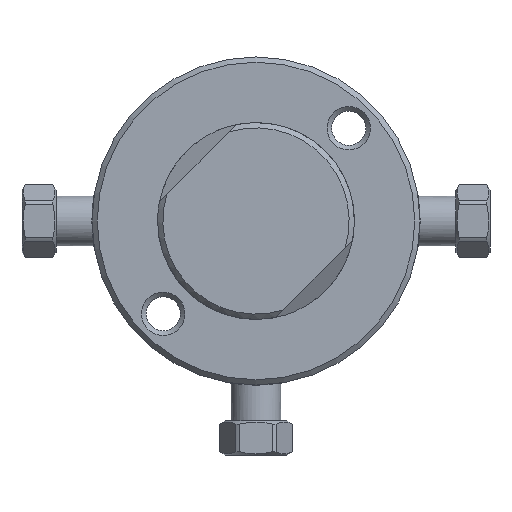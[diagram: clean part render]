
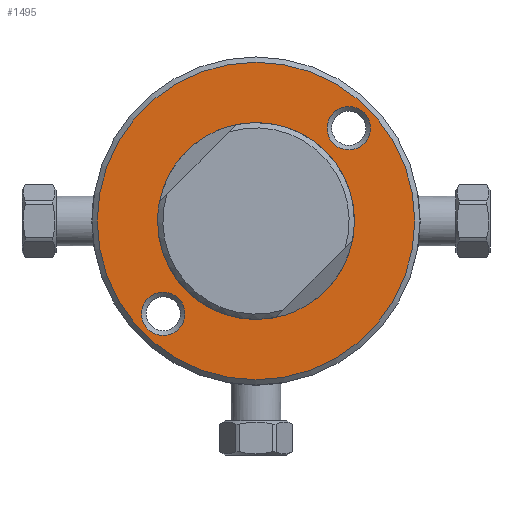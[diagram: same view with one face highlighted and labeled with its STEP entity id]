
A CAD part, left-side view. The second image highlights one B-rep face of the part: STEP entity #1495.
In plain terms, the highlighted planar face has unit normal (-1, 0, 0).
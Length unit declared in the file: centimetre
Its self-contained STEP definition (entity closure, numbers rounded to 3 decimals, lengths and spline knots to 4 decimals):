
#210=FACE_BOUND('',#574,.T.);
#211=FACE_BOUND('',#575,.T.);
#212=FACE_BOUND('',#576,.T.);
#441=FACE_OUTER_BOUND('',#573,.T.);
#573=EDGE_LOOP('',(#1361));
#574=EDGE_LOOP('',(#1362));
#575=EDGE_LOOP('',(#1363));
#576=EDGE_LOOP('',(#1364));
#648=CIRCLE('',#1643,0.9525);
#657=CIRCLE('',#1658,0.21);
#658=CIRCLE('',#1660,0.21);
#664=CIRCLE('',#1672,1.5367);
#788=VERTEX_POINT('',#2668);
#797=VERTEX_POINT('',#2692);
#798=VERTEX_POINT('',#2695);
#804=VERTEX_POINT('',#2713);
#976=EDGE_CURVE('',#788,#788,#648,.T.);
#985=EDGE_CURVE('',#797,#797,#657,.T.);
#986=EDGE_CURVE('',#798,#798,#658,.T.);
#992=EDGE_CURVE('',#804,#804,#664,.T.);
#1361=ORIENTED_EDGE('',*,*,#992,.F.);
#1362=ORIENTED_EDGE('',*,*,#985,.T.);
#1363=ORIENTED_EDGE('',*,*,#986,.T.);
#1364=ORIENTED_EDGE('',*,*,#976,.T.);
#1406=PLANE('',#1673);
#1495=ADVANCED_FACE('',(#441,#210,#211,#212),#1406,.T.);
#1643=AXIS2_PLACEMENT_3D('',#2669,#2009,#2010);
#1658=AXIS2_PLACEMENT_3D('',#2693,#2039,#2040);
#1660=AXIS2_PLACEMENT_3D('',#2696,#2043,#2044);
#1672=AXIS2_PLACEMENT_3D('',#2714,#2067,#2068);
#1673=AXIS2_PLACEMENT_3D('',#2715,#2069,#2070);
#2009=DIRECTION('center_axis',(1.,0.,0.));
#2010=DIRECTION('ref_axis',(0.,1.,0.));
#2039=DIRECTION('center_axis',(1.,0.,0.));
#2040=DIRECTION('ref_axis',(0.,0.,1.));
#2043=DIRECTION('center_axis',(1.,0.,0.));
#2044=DIRECTION('ref_axis',(0.,0.,1.));
#2067=DIRECTION('center_axis',(1.,0.,0.));
#2068=DIRECTION('ref_axis',(0.,-1.,0.));
#2069=DIRECTION('center_axis',(-1.,0.,0.));
#2070=DIRECTION('ref_axis',(0.,0.,1.));
#2668=CARTESIAN_POINT('',(0.9525,0.9525,0.));
#2669=CARTESIAN_POINT('Origin',(0.9525,0.,0.));
#2692=CARTESIAN_POINT('',(0.9525,0.898,-0.688));
#2693=CARTESIAN_POINT('Origin',(0.9525,0.898,-0.898));
#2695=CARTESIAN_POINT('',(0.9525,-0.898,1.108));
#2696=CARTESIAN_POINT('Origin',(0.9525,-0.898,0.898));
#2713=CARTESIAN_POINT('',(0.9525,1.5367,0.));
#2714=CARTESIAN_POINT('Origin',(0.9525,0.,0.));
#2715=CARTESIAN_POINT('Origin',(0.9525,1.27,0.));
